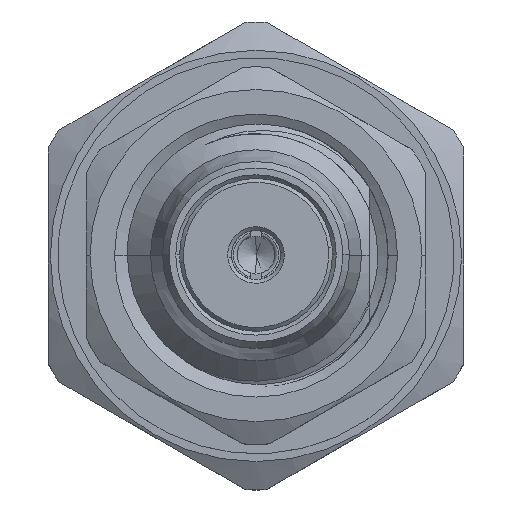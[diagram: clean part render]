
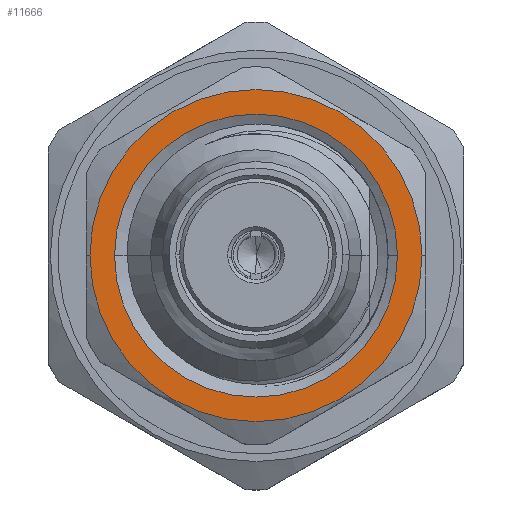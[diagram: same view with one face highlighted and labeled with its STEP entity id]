
A CAD part, top view. The second image highlights one B-rep face of the part: STEP entity #11666.
In plain terms, the highlighted planar face has unit normal (0, 0, 1).
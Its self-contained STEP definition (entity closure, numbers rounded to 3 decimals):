
#423 = CIRCLE ( 'NONE', #2078, 4.4 ) ;
#1403 = DIRECTION ( 'NONE',  ( 0., 0., -1. ) ) ;
#1973 = EDGE_CURVE ( 'NONE', #6333, #14545, #6807, .T. ) ;
#2078 = AXIS2_PLACEMENT_3D ( 'NONE', #11060, #1403, #12669 ) ;
#2108 = DIRECTION ( 'NONE',  ( 0., 0., -1. ) ) ;
#2712 = DIRECTION ( 'NONE',  ( 0., 0., -1. ) ) ;
#2823 = EDGE_CURVE ( 'NONE', #20543, #18659, #6533, .T. ) ;
#3453 = CARTESIAN_POINT ( 'NONE',  ( 4.4, 0., -9.835 ) ) ;
#4668 = FACE_BOUND ( 'NONE', #15294, .T. ) ;
#4688 = DIRECTION ( 'NONE',  ( 0., 0., 1. ) ) ;
#4775 = CARTESIAN_POINT ( 'NONE',  ( -4.4, 0., -9.835 ) ) ;
#5991 = CARTESIAN_POINT ( 'NONE',  ( 0., 0., -9.835 ) ) ;
#6248 = PLANE ( 'NONE',  #9608 ) ;
#6333 = VERTEX_POINT ( 'NONE', #4775 ) ;
#6533 = CIRCLE ( 'NONE', #10821, 3.749 ) ;
#6711 = CARTESIAN_POINT ( 'NONE',  ( -3.749, 0., -9.835 ) ) ;
#6807 = CIRCLE ( 'NONE', #9390, 4.4 ) ;
#7623 = DIRECTION ( 'NONE',  ( 1., 0., 0. ) ) ;
#8980 = FACE_OUTER_BOUND ( 'NONE', #13052, .T. ) ;
#9390 = AXIS2_PLACEMENT_3D ( 'NONE', #12341, #2712, #13968 ) ;
#9608 = AXIS2_PLACEMENT_3D ( 'NONE', #14370, #4688, #15989 ) ;
#9943 = AXIS2_PLACEMENT_3D ( 'NONE', #11769, #2108, #13386 ) ;
#10381 = CARTESIAN_POINT ( 'NONE',  ( 3.749, 0., -9.835 ) ) ;
#10476 = ORIENTED_EDGE ( 'NONE', *, *, #2823, .T. ) ;
#10821 = AXIS2_PLACEMENT_3D ( 'NONE', #5991, #17305, #7623 ) ;
#11060 = CARTESIAN_POINT ( 'NONE',  ( 0., 0., -9.835 ) ) ;
#11575 = EDGE_CURVE ( 'NONE', #14545, #6333, #423, .T. ) ;
#11666 = ADVANCED_FACE ( 'NONE', ( #4668, #8980 ), #6248, .T. ) ;
#11769 = CARTESIAN_POINT ( 'NONE',  ( 0., 0., -9.835 ) ) ;
#12341 = CARTESIAN_POINT ( 'NONE',  ( 0., 0., -9.835 ) ) ;
#12669 = DIRECTION ( 'NONE',  ( -1., 0., 0. ) ) ;
#13052 = EDGE_LOOP ( 'NONE', ( #20790, #15681 ) ) ;
#13386 = DIRECTION ( 'NONE',  ( 1., 0., 0. ) ) ;
#13968 = DIRECTION ( 'NONE',  ( -1., 0., 0. ) ) ;
#14370 = CARTESIAN_POINT ( 'NONE',  ( 0., 0., -9.835 ) ) ;
#14545 = VERTEX_POINT ( 'NONE', #3453 ) ;
#14648 = EDGE_CURVE ( 'NONE', #18659, #20543, #18688, .T. ) ;
#15294 = EDGE_LOOP ( 'NONE', ( #20150, #10476 ) ) ;
#15681 = ORIENTED_EDGE ( 'NONE', *, *, #11575, .F. ) ;
#15989 = DIRECTION ( 'NONE',  ( 1., 0., 0. ) ) ;
#17305 = DIRECTION ( 'NONE',  ( 0., 0., -1. ) ) ;
#18659 = VERTEX_POINT ( 'NONE', #10381 ) ;
#18688 = CIRCLE ( 'NONE', #9943, 3.749 ) ;
#20150 = ORIENTED_EDGE ( 'NONE', *, *, #14648, .T. ) ;
#20543 = VERTEX_POINT ( 'NONE', #6711 ) ;
#20790 = ORIENTED_EDGE ( 'NONE', *, *, #1973, .F. ) ;
